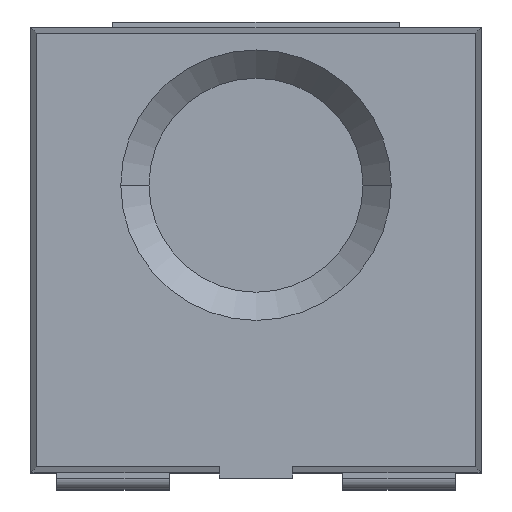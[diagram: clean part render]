
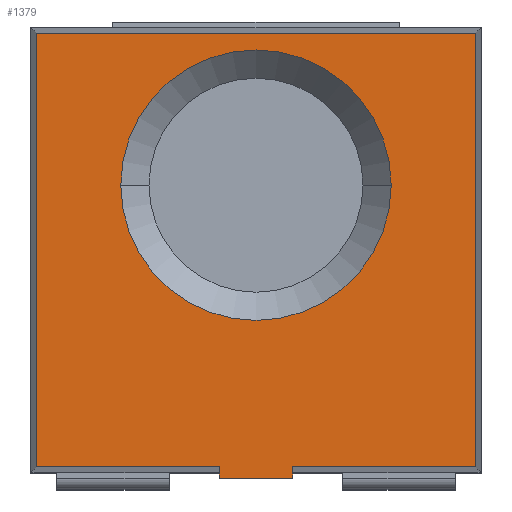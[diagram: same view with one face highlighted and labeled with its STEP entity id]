
A CAD part, top view. The second image highlights one B-rep face of the part: STEP entity #1379.
In plain terms, the highlighted planar face has unit normal (0, 0, 1).
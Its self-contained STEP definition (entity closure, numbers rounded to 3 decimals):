
#237 = VERTEX_POINT ( 'NONE', #13659 ) ;
#238 = VERTEX_POINT ( 'NONE', #13660 ) ;
#239 = VERTEX_POINT ( 'NONE', #13661 ) ;
#240 = VERTEX_POINT ( 'NONE', #13662 ) ;
#249 = VERTEX_POINT ( 'NONE', #13671 ) ;
#250 = VERTEX_POINT ( 'NONE', #13672 ) ;
#251 = VERTEX_POINT ( 'NONE', #13673 ) ;
#252 = VERTEX_POINT ( 'NONE', #13674 ) ;
#472 = ORIENTED_EDGE ( 'NONE', *, *, #1472, .T. ) ;
#473 = ORIENTED_EDGE ( 'NONE', *, *, #1474, .T. ) ;
#474 = ORIENTED_EDGE ( 'NONE', *, *, #1473, .T. ) ;
#475 = ORIENTED_EDGE ( 'NONE', *, *, #1475, .T. ) ;
#476 = ORIENTED_EDGE ( 'NONE', *, *, #1486, .F. ) ;
#477 = ORIENTED_EDGE ( 'NONE', *, *, #1491, .T. ) ;
#478 = ORIENTED_EDGE ( 'NONE', *, *, #13158, .F. ) ;
#479 = ORIENTED_EDGE ( 'NONE', *, *, #1488, .T. ) ;
#480 = ORIENTED_EDGE ( 'NONE', *, *, #1476, .T. ) ;
#481 = ORIENTED_EDGE ( 'NONE', *, *, #1477, .F. ) ;
#568 = EDGE_LOOP ( 'NONE', ( #480, #476, #479, #477, #475, #473, #474, #472 ) ) ;
#572 = EDGE_LOOP ( 'NONE', ( #481, #478 ) ) ;
#685 = VERTEX_POINT ( 'NONE', #13846 ) ;
#688 = VERTEX_POINT ( 'NONE', #13849 ) ;
#1379 = ADVANCED_FACE ( 'NONE', ( #2445, #2436 ), #14349, .T. ) ;
#1472 = EDGE_CURVE ( 'NONE', #252, #249, #2881, .T. ) ;
#1473 = EDGE_CURVE ( 'NONE', #251, #252, #2884, .T. ) ;
#1474 = EDGE_CURVE ( 'NONE', #250, #251, #2887, .T. ) ;
#1475 = EDGE_CURVE ( 'NONE', #238, #250, #2890, .T. ) ;
#1476 = EDGE_CURVE ( 'NONE', #249, #240, #2893, .T. ) ;
#1477 = EDGE_CURVE ( 'NONE', #685, #688, #13567, .T. ) ;
#1486 = EDGE_CURVE ( 'NONE', #239, #240, #2923, .T. ) ;
#1488 = EDGE_CURVE ( 'NONE', #239, #237, #2929, .T. ) ;
#1491 = EDGE_CURVE ( 'NONE', #237, #238, #2938, .T. ) ;
#2436 = FACE_OUTER_BOUND ( 'NONE', #568, .T. ) ;
#2445 = FACE_BOUND ( 'NONE', #572, .T. ) ;
#2450 = AXIS2_PLACEMENT_3D ( 'NONE', #14350, #14351, #14352 ) ;
#2880 = CARTESIAN_POINT ( 'NONE',  ( 0., 0.6, 0. ) ) ;
#2881 = LINE ( 'NONE', #2882, #3597 ) ;
#2882 = CARTESIAN_POINT ( 'NONE',  ( -1.95, -4.541, 0. ) ) ;
#2883 = DIRECTION ( 'NONE',  ( 0., -1., 0. ) ) ;
#2884 = LINE ( 'NONE', #2885, #3598 ) ;
#2885 = CARTESIAN_POINT ( 'NONE',  ( -2., 1.95, 0. ) ) ;
#2886 = DIRECTION ( 'NONE',  ( -1., 0., 0. ) ) ;
#2887 = LINE ( 'NONE', #2888, #3599 ) ;
#2888 = CARTESIAN_POINT ( 'NONE',  ( 1.95, 2., 0. ) ) ;
#2889 = DIRECTION ( 'NONE',  ( 0., 1., 0. ) ) ;
#2890 = LINE ( 'NONE', #2891, #3600 ) ;
#2891 = CARTESIAN_POINT ( 'NONE',  ( 2., -1.9, 0. ) ) ;
#2892 = DIRECTION ( 'NONE',  ( 1., 0., 0. ) ) ;
#2893 = LINE ( 'NONE', #2894, #3602 ) ;
#2894 = CARTESIAN_POINT ( 'NONE',  ( 0., -1.9, 0. ) ) ;
#2895 = DIRECTION ( 'NONE',  ( 1., 0., 0. ) ) ;
#2896 = DIRECTION ( 'NONE',  ( 0., 0., 1. ) ) ;
#2897 = DIRECTION ( 'NONE',  ( 1., 0., 0. ) ) ;
#2923 = LINE ( 'NONE', #2924, #3612 ) ;
#2924 = CARTESIAN_POINT ( 'NONE',  ( -0.325, -4.541, 0. ) ) ;
#2925 = DIRECTION ( 'NONE',  ( 0., 1., 0. ) ) ;
#2929 = LINE ( 'NONE', #2930, #3614 ) ;
#2930 = CARTESIAN_POINT ( 'NONE',  ( 0., -2., 0. ) ) ;
#2931 = DIRECTION ( 'NONE',  ( 1., 0., 0. ) ) ;
#2938 = LINE ( 'NONE', #2939, #3617 ) ;
#2939 = CARTESIAN_POINT ( 'NONE',  ( 0.325, -4.541, 0. ) ) ;
#2940 = DIRECTION ( 'NONE',  ( 0., 1., 0. ) ) ;
#3596 = AXIS2_PLACEMENT_3D ( 'NONE', #2880, #2896, #2897 ) ;
#3597 = VECTOR ( 'NONE', #2883, 1000. ) ;
#3598 = VECTOR ( 'NONE', #2886, 1000. ) ;
#3599 = VECTOR ( 'NONE', #2889, 1000. ) ;
#3600 = VECTOR ( 'NONE', #2892, 1000. ) ;
#3602 = VECTOR ( 'NONE', #2895, 1000. ) ;
#3612 = VECTOR ( 'NONE', #2925, 1000. ) ;
#3614 = VECTOR ( 'NONE', #2931, 1000. ) ;
#3617 = VECTOR ( 'NONE', #2940, 1000. ) ;
#4777 = CIRCLE ( 'NONE', #7786, 1.2 ) ;
#7324 = CARTESIAN_POINT ( 'NONE',  ( 0., 0.6, 0. ) ) ;
#7325 = DIRECTION ( 'NONE',  ( 0., 0., 1. ) ) ;
#7326 = DIRECTION ( 'NONE',  ( 1., 0., 0. ) ) ;
#7786 = AXIS2_PLACEMENT_3D ( 'NONE', #7324, #7325, #7326 ) ;
#13158 = EDGE_CURVE ( 'NONE', #688, #685, #4777, .T. ) ;
#13567 = CIRCLE ( 'NONE', #3596, 1.2 ) ;
#13659 = CARTESIAN_POINT ( 'NONE',  ( 0.325, -2., 0. ) ) ;
#13660 = CARTESIAN_POINT ( 'NONE',  ( 0.325, -1.9, 0. ) ) ;
#13661 = CARTESIAN_POINT ( 'NONE',  ( -0.325, -2., 0. ) ) ;
#13662 = CARTESIAN_POINT ( 'NONE',  ( -0.325, -1.9, 0. ) ) ;
#13671 = CARTESIAN_POINT ( 'NONE',  ( -1.95, -1.9, 0. ) ) ;
#13672 = CARTESIAN_POINT ( 'NONE',  ( 1.95, -1.9, 0. ) ) ;
#13673 = CARTESIAN_POINT ( 'NONE',  ( 1.95, 1.95, 0. ) ) ;
#13674 = CARTESIAN_POINT ( 'NONE',  ( -1.95, 1.95, 0. ) ) ;
#13846 = CARTESIAN_POINT ( 'NONE',  ( 1.2, 0.6, 0. ) ) ;
#13849 = CARTESIAN_POINT ( 'NONE',  ( -1.2, 0.6, 0. ) ) ;
#14349 = PLANE ( 'NONE',  #2450 ) ;
#14350 = CARTESIAN_POINT ( 'NONE',  ( 0., -4.541, 0. ) ) ;
#14351 = DIRECTION ( 'NONE',  ( 0., 0., 1. ) ) ;
#14352 = DIRECTION ( 'NONE',  ( 1., 0., 0. ) ) ;
